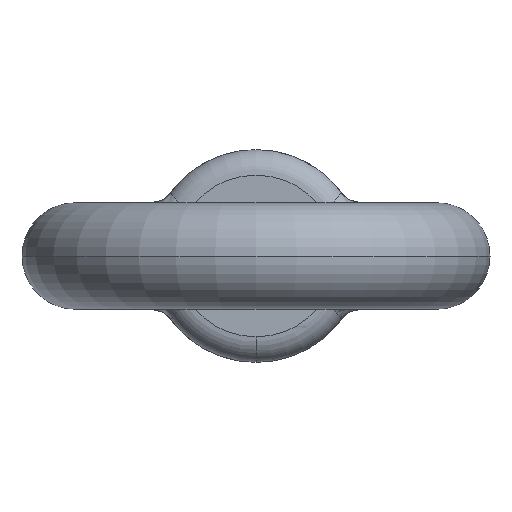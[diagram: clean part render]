
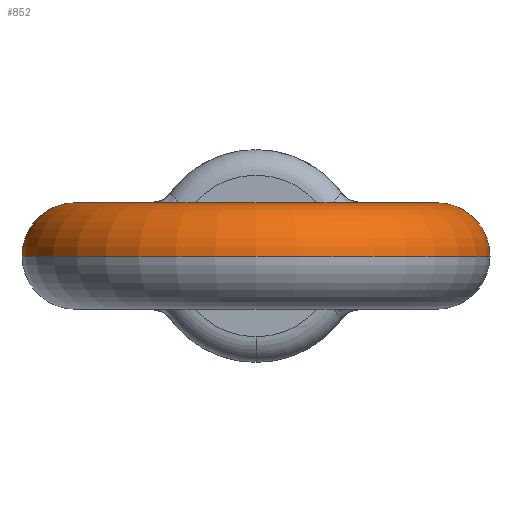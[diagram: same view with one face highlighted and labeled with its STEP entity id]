
A CAD part, front view. The second image highlights one B-rep face of the part: STEP entity #852.
In plain terms, the highlighted toroidal (fillet/blend) face has major radius 21.25 mm and minor radius 6.25 mm.
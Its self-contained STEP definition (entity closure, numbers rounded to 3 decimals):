
#12 = CARTESIAN_POINT ( 'NONE',  ( -27.5, -24.5, 0. ) ) ;
#31 = CIRCLE ( 'NONE', #1145, 27.5 ) ;
#276 = EDGE_CURVE ( 'NONE', #585, #2139, #1366, .T. ) ;
#562 = VERTEX_POINT ( 'NONE', #12 ) ;
#580 = EDGE_CURVE ( 'NONE', #562, #938, #31, .T. ) ;
#585 = VERTEX_POINT ( 'NONE', #1479 ) ;
#697 = CARTESIAN_POINT ( 'NONE',  ( 15., -24.5, 0. ) ) ;
#711 = FACE_OUTER_BOUND ( 'NONE', #1617, .T. ) ;
#730 = DIRECTION ( 'NONE',  ( 1., 0., 0. ) ) ;
#756 = DIRECTION ( 'NONE',  ( -1., 0., 0. ) ) ;
#791 = CARTESIAN_POINT ( 'NONE',  ( 21.25, -24.5, 0. ) ) ;
#852 = ADVANCED_FACE ( 'NONE', ( #711 ), #2501, .T. ) ;
#938 = VERTEX_POINT ( 'NONE', #1132 ) ;
#956 = CARTESIAN_POINT ( 'NONE',  ( 0., -24.5, 0. ) ) ;
#991 = DIRECTION ( 'NONE',  ( 0., 0., 1. ) ) ;
#992 = AXIS2_PLACEMENT_3D ( 'NONE', #1159, #2234, #756 ) ;
#1132 = CARTESIAN_POINT ( 'NONE',  ( 27.5, -24.5, 0. ) ) ;
#1145 = AXIS2_PLACEMENT_3D ( 'NONE', #2393, #1713, #1931 ) ;
#1159 = CARTESIAN_POINT ( 'NONE',  ( -21.25, -24.5, 0. ) ) ;
#1282 = ORIENTED_EDGE ( 'NONE', *, *, #2403, .T. ) ;
#1366 = CIRCLE ( 'NONE', #2348, 15. ) ;
#1433 = DIRECTION ( 'NONE',  ( 1., 0., 0. ) ) ;
#1479 = CARTESIAN_POINT ( 'NONE',  ( -15., -24.5, 0. ) ) ;
#1481 = ORIENTED_EDGE ( 'NONE', *, *, #580, .T. ) ;
#1617 = EDGE_LOOP ( 'NONE', ( #2045, #1481, #1282, #2619 ) ) ;
#1713 = DIRECTION ( 'NONE',  ( 0., 0., 1. ) ) ;
#1843 = DIRECTION ( 'NONE',  ( 0., 0., -1. ) ) ;
#1879 = AXIS2_PLACEMENT_3D ( 'NONE', #2731, #991, #1433 ) ;
#1931 = DIRECTION ( 'NONE',  ( 1., 0., 0. ) ) ;
#2045 = ORIENTED_EDGE ( 'NONE', *, *, #2272, .F. ) ;
#2131 = AXIS2_PLACEMENT_3D ( 'NONE', #791, #2487, #1843 ) ;
#2139 = VERTEX_POINT ( 'NONE', #697 ) ;
#2234 = DIRECTION ( 'NONE',  ( 0., 1., 0. ) ) ;
#2266 = CIRCLE ( 'NONE', #992, 6.25 ) ;
#2272 = EDGE_CURVE ( 'NONE', #562, #585, #2266, .T. ) ;
#2348 = AXIS2_PLACEMENT_3D ( 'NONE', #956, #2454, #730 ) ;
#2393 = CARTESIAN_POINT ( 'NONE',  ( 0., -24.5, 0. ) ) ;
#2403 = EDGE_CURVE ( 'NONE', #938, #2139, #2409, .T. ) ;
#2409 = CIRCLE ( 'NONE', #2131, 6.25 ) ;
#2454 = DIRECTION ( 'NONE',  ( 0., 0., 1. ) ) ;
#2487 = DIRECTION ( 'NONE',  ( 0., -1., 0. ) ) ;
#2501 = TOROIDAL_SURFACE ( 'NONE', #1879, 21.25, 6.25 ) ;
#2619 = ORIENTED_EDGE ( 'NONE', *, *, #276, .F. ) ;
#2731 = CARTESIAN_POINT ( 'NONE',  ( 0., -24.5, 0. ) ) ;
